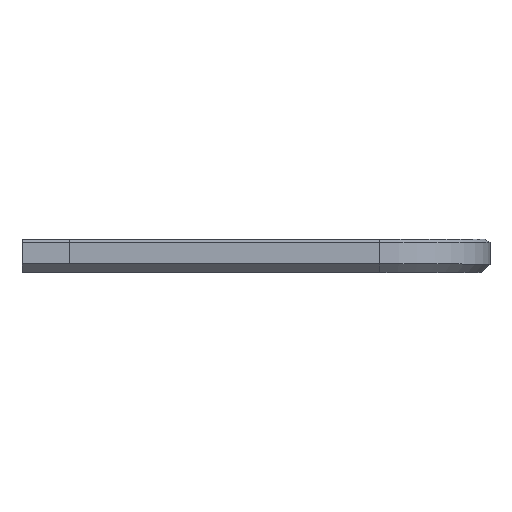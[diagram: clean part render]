
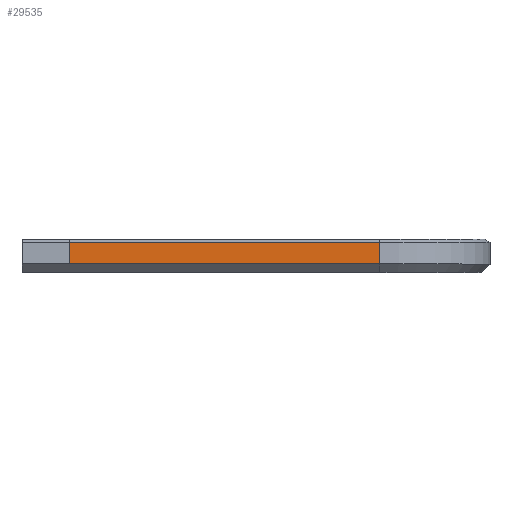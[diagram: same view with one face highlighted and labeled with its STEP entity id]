
A CAD part, top view. The second image highlights one B-rep face of the part: STEP entity #29535.
In plain terms, the highlighted planar face has unit normal (0, 0, 1).
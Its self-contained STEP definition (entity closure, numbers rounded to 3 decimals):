
#107 = VECTOR ( 'NONE', #18422, 1000. ) ;
#2436 = ORIENTED_EDGE ( 'NONE', *, *, #23208, .T. ) ;
#3008 = DIRECTION ( 'NONE',  ( -1., 0., 0. ) ) ;
#4117 = ORIENTED_EDGE ( 'NONE', *, *, #6821, .T. ) ;
#5064 = CARTESIAN_POINT ( 'NONE',  ( 265., 10.845, 0. ) ) ;
#5645 = VERTEX_POINT ( 'NONE', #20506 ) ;
#6821 = EDGE_CURVE ( 'NONE', #17015, #23549, #31429, .T. ) ;
#7419 = PLANE ( 'NONE',  #32873 ) ;
#7832 = CARTESIAN_POINT ( 'NONE',  ( 152.5, 3., 0. ) ) ;
#8670 = EDGE_CURVE ( 'NONE', #5645, #23549, #17663, .T. ) ;
#9242 = CARTESIAN_POINT ( 'NONE',  ( 265., 0., 0. ) ) ;
#9749 = LINE ( 'NONE', #9242, #17041 ) ;
#12446 = DIRECTION ( 'NONE',  ( -1., 0., 0. ) ) ;
#12778 = EDGE_LOOP ( 'NONE', ( #2436, #4117, #28335, #27447 ) ) ;
#13245 = CARTESIAN_POINT ( 'NONE',  ( 265., 10.845, 0. ) ) ;
#14700 = DIRECTION ( 'NONE',  ( 0., 0., -1. ) ) ;
#16010 = CARTESIAN_POINT ( 'NONE',  ( 152.5, 0., 0. ) ) ;
#17015 = VERTEX_POINT ( 'NONE', #23224 ) ;
#17041 = VECTOR ( 'NONE', #19798, 1000. ) ;
#17663 = LINE ( 'NONE', #30643, #30528 ) ;
#18422 = DIRECTION ( 'NONE',  ( 0., -1., 0. ) ) ;
#19798 = DIRECTION ( 'NONE',  ( 0., -1., 0. ) ) ;
#20506 = CARTESIAN_POINT ( 'NONE',  ( 265., 3., 0. ) ) ;
#23208 = EDGE_CURVE ( 'NONE', #24788, #17015, #26725, .T. ) ;
#23224 = CARTESIAN_POINT ( 'NONE',  ( 152.5, 10.845, 0. ) ) ;
#23352 = EDGE_CURVE ( 'NONE', #24788, #5645, #9749, .T. ) ;
#23549 = VERTEX_POINT ( 'NONE', #7832 ) ;
#24788 = VERTEX_POINT ( 'NONE', #5064 ) ;
#25800 = DIRECTION ( 'NONE',  ( -1., 0., 0. ) ) ;
#26725 = LINE ( 'NONE', #13245, #27000 ) ;
#27000 = VECTOR ( 'NONE', #3008, 1000. ) ;
#27447 = ORIENTED_EDGE ( 'NONE', *, *, #23352, .F. ) ;
#27849 = CARTESIAN_POINT ( 'NONE',  ( 265., 0., 0. ) ) ;
#28335 = ORIENTED_EDGE ( 'NONE', *, *, #8670, .F. ) ;
#29535 = ADVANCED_FACE ( 'NONE', ( #33210 ), #7419, .F. ) ;
#30528 = VECTOR ( 'NONE', #25800, 1000. ) ;
#30643 = CARTESIAN_POINT ( 'NONE',  ( 265., 3., 0. ) ) ;
#31429 = LINE ( 'NONE', #16010, #107 ) ;
#32873 = AXIS2_PLACEMENT_3D ( 'NONE', #27849, #14700, #12446 ) ;
#33210 = FACE_OUTER_BOUND ( 'NONE', #12778, .T. ) ;
